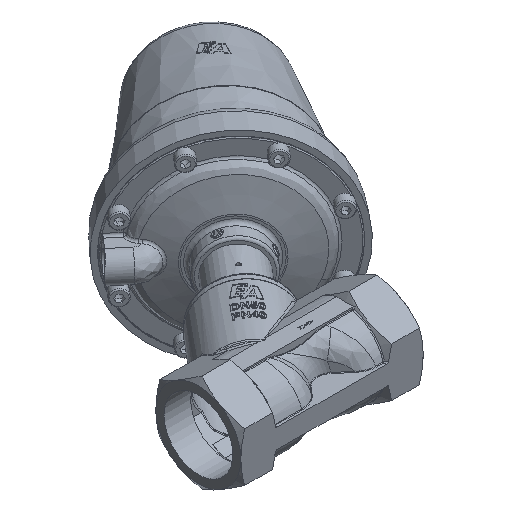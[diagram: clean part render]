
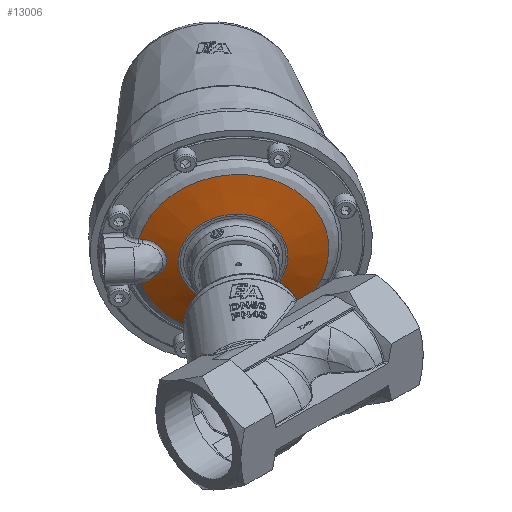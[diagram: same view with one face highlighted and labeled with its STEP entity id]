
A CAD part, isometric view. The second image highlights one B-rep face of the part: STEP entity #13006.
In plain terms, the highlighted conical face has half-angle 77 degrees and reference radius 47.388 mm.
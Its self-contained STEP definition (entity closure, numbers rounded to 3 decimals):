
#649=B_SPLINE_CURVE_WITH_KNOTS('',3,(#30033,#30034,#30035,#30036),
 .UNSPECIFIED.,.F.,.F.,(4,4),(-0.209,0.),.UNSPECIFIED.);
#651=B_SPLINE_CURVE_WITH_KNOTS('',3,(#30094,#30095,#30096,#30097,#30098,
#30099,#30100,#30101,#30102,#30103),.UNSPECIFIED.,.F.,.F.,(4,1,1,1,1,1,
1,4),(-4.432,-3.799,-3.166,-2.533,
-1.899,-1.266,-0.633,0.),
 .UNSPECIFIED.);
#653=B_SPLINE_CURVE_WITH_KNOTS('',3,(#30137,#30138,#30139,#30140),
 .UNSPECIFIED.,.F.,.F.,(4,4),(-0.209,0.),.UNSPECIFIED.);
#659=B_SPLINE_CURVE_WITH_KNOTS('',3,(#30340,#30341,#30342,#30343,#30344,
#30345,#30346,#30347,#30348,#30349,#30350,#30351,#30352,#30353,#30354,#30355,
#30356,#30357,#30358,#30359,#30360,#30361,#30362,#30363,#30364),
 .UNSPECIFIED.,.F.,.F.,(4,1,1,1,1,1,1,1,1,1,1,1,1,1,1,1,1,1,1,1,1,1,4),
(-17.734,-16.943,-16.623,-15.344,
-14.705,-14.066,-13.586,-13.426,
-12.787,-11.508,-11.029,-10.549,
-10.23,-8.525,-8.098,-7.672,
-5.967,-5.115,-3.836,-3.197,
-2.557,-1.279,0.),.UNSPECIFIED.);
#661=B_SPLINE_CURVE_WITH_KNOTS('',3,(#30399,#30400,#30401,#30402,#30403,
#30404,#30405,#30406,#30407,#30408,#30409,#30410,#30411,#30412,#30413,#30414),
 .UNSPECIFIED.,.F.,.F.,(4,1,1,1,1,1,1,1,1,1,1,1,1,4),(-33.907,
-32.932,-31.957,-30.981,-30.006,
-29.031,-28.056,-26.755,-26.105,
-24.805,-24.155,-23.179,-22.204,
-20.421),.UNSPECIFIED.);
#1505=CIRCLE('',#14091,32.055);
#1506=CIRCLE('',#14092,32.055);
#1507=CIRCLE('',#14093,32.055);
#1840=CONICAL_SURFACE('',#14090,47.388,1.344);
#2429=FACE_OUTER_BOUND('',#3202,.T.);
#3202=EDGE_LOOP('',(#10966,#10967,#10968,#10969,#10970,#10971,#10972,#10973,
#10974,#10975));
#4026=LINE('',#30398,#4755);
#4755=VECTOR('',#16548,47.388);
#5823=VERTEX_POINT('',#29997);
#5825=VERTEX_POINT('',#30032);
#5827=VERTEX_POINT('',#30093);
#5829=VERTEX_POINT('',#30136);
#5836=VERTEX_POINT('',#30339);
#5838=VERTEX_POINT('',#30393);
#5839=VERTEX_POINT('',#30394);
#5840=VERTEX_POINT('',#30396);
#7618=EDGE_CURVE('',#5823,#5825,#649,.T.);
#7621=EDGE_CURVE('',#5825,#5827,#651,.T.);
#7624=EDGE_CURVE('',#5827,#5829,#653,.T.);
#7637=EDGE_CURVE('',#5829,#5836,#659,.T.);
#7640=EDGE_CURVE('',#5838,#5839,#1505,.T.);
#7641=EDGE_CURVE('',#5840,#5838,#1506,.T.);
#7642=EDGE_CURVE('',#5840,#5836,#4026,.T.);
#7643=EDGE_CURVE('',#5836,#5823,#661,.T.);
#7644=EDGE_CURVE('',#5839,#5840,#1507,.T.);
#10966=ORIENTED_EDGE('',*,*,#7640,.F.);
#10967=ORIENTED_EDGE('',*,*,#7641,.F.);
#10968=ORIENTED_EDGE('',*,*,#7642,.T.);
#10969=ORIENTED_EDGE('',*,*,#7637,.F.);
#10970=ORIENTED_EDGE('',*,*,#7624,.F.);
#10971=ORIENTED_EDGE('',*,*,#7621,.F.);
#10972=ORIENTED_EDGE('',*,*,#7618,.F.);
#10973=ORIENTED_EDGE('',*,*,#7643,.F.);
#10974=ORIENTED_EDGE('',*,*,#7642,.F.);
#10975=ORIENTED_EDGE('',*,*,#7644,.F.);
#13006=ADVANCED_FACE('',(#2429),#1840,.T.);
#14090=AXIS2_PLACEMENT_3D('',#30392,#16542,#16543);
#14091=AXIS2_PLACEMENT_3D('',#30395,#16544,#16545);
#14092=AXIS2_PLACEMENT_3D('',#30397,#16546,#16547);
#14093=AXIS2_PLACEMENT_3D('',#30415,#16549,#16550);
#16542=DIRECTION('center_axis',(0.,1.,0.));
#16543=DIRECTION('ref_axis',(1.,0.,0.));
#16544=DIRECTION('center_axis',(0.,-1.,0.));
#16545=DIRECTION('ref_axis',(1.,0.,0.));
#16546=DIRECTION('center_axis',(0.,-1.,0.));
#16547=DIRECTION('ref_axis',(1.,0.,0.));
#16548=DIRECTION('',(-0.974,0.225,0.));
#16549=DIRECTION('center_axis',(0.,-1.,0.));
#16550=DIRECTION('ref_axis',(1.,0.,0.));
#29997=CARTESIAN_POINT('',(45.107,20.729,33.717));
#30032=CARTESIAN_POINT('',(43.226,20.274,32.934));
#30033=CARTESIAN_POINT('Ctrl Pts',(45.107,20.729,33.717));
#30034=CARTESIAN_POINT('Ctrl Pts',(44.48,20.577,33.456));
#30035=CARTESIAN_POINT('Ctrl Pts',(43.853,20.425,33.195));
#30036=CARTESIAN_POINT('Ctrl Pts',(43.226,20.274,32.934));
#30093=CARTESIAN_POINT('',(53.853,20.274,7.277));
#30094=CARTESIAN_POINT('Ctrl Pts',(43.226,20.274,32.934));
#30095=CARTESIAN_POINT('Ctrl Pts',(41.325,19.814,32.142));
#30096=CARTESIAN_POINT('Ctrl Pts',(37.812,18.835,29.745));
#30097=CARTESIAN_POINT('Ctrl Pts',(34.708,17.476,24.15));
#30098=CARTESIAN_POINT('Ctrl Pts',(34.391,16.621,17.726));
#30099=CARTESIAN_POINT('Ctrl Pts',(36.862,16.621,11.763));
#30100=CARTESIAN_POINT('Ctrl Pts',(41.652,17.483,7.45));
#30101=CARTESIAN_POINT('Ctrl Pts',(47.795,18.841,5.706));
#30102=CARTESIAN_POINT('Ctrl Pts',(51.949,19.814,6.493));
#30103=CARTESIAN_POINT('Ctrl Pts',(53.853,20.274,7.277));
#30136=CARTESIAN_POINT('',(55.737,20.729,8.054));
#30137=CARTESIAN_POINT('Ctrl Pts',(53.853,20.274,7.277));
#30138=CARTESIAN_POINT('Ctrl Pts',(54.481,20.425,7.536));
#30139=CARTESIAN_POINT('Ctrl Pts',(55.109,20.577,7.795));
#30140=CARTESIAN_POINT('Ctrl Pts',(55.737,20.729,8.054));
#30339=CARTESIAN_POINT('',(-56.316,20.729,0.));
#30340=CARTESIAN_POINT('Ctrl Pts',(55.737,20.729,8.054));
#30341=CARTESIAN_POINT('Ctrl Pts',(56.131,20.729,5.327));
#30342=CARTESIAN_POINT('Ctrl Pts',(56.4,20.729,1.475));
#30343=CARTESIAN_POINT('Ctrl Pts',(56.137,20.729,-6.814));
#30344=CARTESIAN_POINT('Ctrl Pts',(54.711,20.729,-14.594));
#30345=CARTESIAN_POINT('Ctrl Pts',(51.601,20.729,-22.879));
#30346=CARTESIAN_POINT('Ctrl Pts',(48.784,20.729,-28.342));
#30347=CARTESIAN_POINT('Ctrl Pts',(46.332,20.729,-32.076));
#30348=CARTESIAN_POINT('Ctrl Pts',(43.666,20.729,-35.654));
#30349=CARTESIAN_POINT('Ctrl Pts',(38.957,20.729,-41.091));
#30350=CARTESIAN_POINT('Ctrl Pts',(32.396,20.729,-46.394));
#30351=CARTESIAN_POINT('Ctrl Pts',(25.601,20.729,-50.242));
#30352=CARTESIAN_POINT('Ctrl Pts',(21.582,20.729,-52.072));
#30353=CARTESIAN_POINT('Ctrl Pts',(13.387,20.729,-55.099));
#30354=CARTESIAN_POINT('Ctrl Pts',(4.848,20.729,-56.517));
#30355=CARTESIAN_POINT('Ctrl Pts',(-4.007,20.729,-56.232));
#30356=CARTESIAN_POINT('Ctrl Pts',(-12.92,20.729,-55.236));
#30357=CARTESIAN_POINT('Ctrl Pts',(-22.86,20.729,-52.069));
#30358=CARTESIAN_POINT('Ctrl Pts',(-34.371,20.729,-45.083));
#30359=CARTESIAN_POINT('Ctrl Pts',(-41.466,20.729,-38.558));
#30360=CARTESIAN_POINT('Ctrl Pts',(-46.896,20.729,-31.423));
#30361=CARTESIAN_POINT('Ctrl Pts',(-51.402,20.729,-23.742));
#30362=CARTESIAN_POINT('Ctrl Pts',(-55.264,20.729,-13.302));
#30363=CARTESIAN_POINT('Ctrl Pts',(-56.316,20.729,-4.421));
#30364=CARTESIAN_POINT('Ctrl Pts',(-56.316,20.729,0.));
#30392=CARTESIAN_POINT('Origin',(0.,18.668,0.));
#30393=CARTESIAN_POINT('',(32.055,15.128,0.));
#30394=CARTESIAN_POINT('',(0.,15.128,32.055));
#30395=CARTESIAN_POINT('Origin',(0.,15.128,0.));
#30396=CARTESIAN_POINT('',(-32.055,15.128,0.));
#30397=CARTESIAN_POINT('Origin',(0.,15.128,0.));
#30398=CARTESIAN_POINT('',(-47.388,18.668,0.));
#30399=CARTESIAN_POINT('Ctrl Pts',(-56.316,20.729,0.));
#30400=CARTESIAN_POINT('Ctrl Pts',(-56.316,20.729,3.372));
#30401=CARTESIAN_POINT('Ctrl Pts',(-55.701,20.729,10.19));
#30402=CARTESIAN_POINT('Ctrl Pts',(-52.958,20.729,20.035));
#30403=CARTESIAN_POINT('Ctrl Pts',(-48.51,20.729,29.207));
#30404=CARTESIAN_POINT('Ctrl Pts',(-42.434,20.729,37.49));
#30405=CARTESIAN_POINT('Ctrl Pts',(-35.05,20.729,44.471));
#30406=CARTESIAN_POINT('Ctrl Pts',(-25.47,20.729,50.702));
#30407=CARTESIAN_POINT('Ctrl Pts',(-15.963,20.729,54.338));
#30408=CARTESIAN_POINT('Ctrl Pts',(-4.746,20.729,56.437));
#30409=CARTESIAN_POINT('Ctrl Pts',(4.284,20.729,56.473));
#30410=CARTESIAN_POINT('Ctrl Pts',(14.403,20.729,54.667));
#30411=CARTESIAN_POINT('Ctrl Pts',(22.943,20.729,51.766));
#30412=CARTESIAN_POINT('Ctrl Pts',(34.393,20.729,45.395));
#30413=CARTESIAN_POINT('Ctrl Pts',(41.386,20.729,38.696));
#30414=CARTESIAN_POINT('Ctrl Pts',(45.107,20.729,33.717));
#30415=CARTESIAN_POINT('Origin',(0.,15.128,0.));
